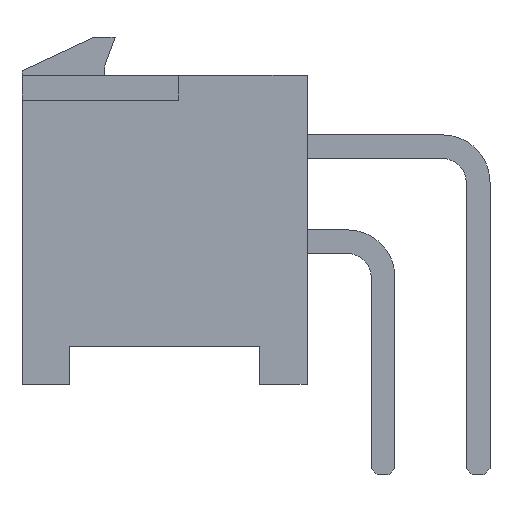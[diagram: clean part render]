
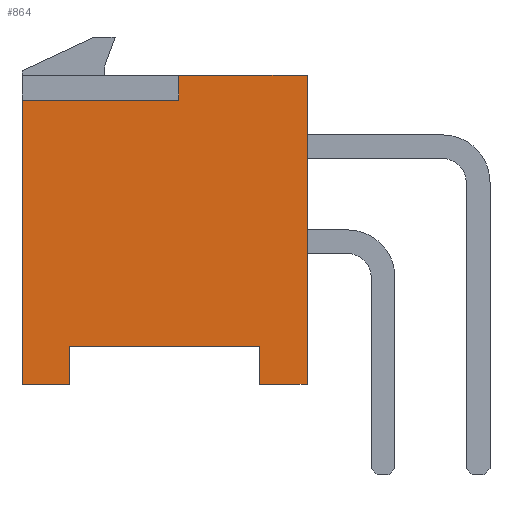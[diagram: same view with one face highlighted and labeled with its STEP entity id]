
A CAD part, left-side view. The second image highlights one B-rep face of the part: STEP entity #864.
In plain terms, the highlighted planar face has unit normal (-1, 0, 0).
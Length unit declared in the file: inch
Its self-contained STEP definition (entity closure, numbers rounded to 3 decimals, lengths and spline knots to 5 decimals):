
#864 = ADVANCED_FACE( '', ( #1874 ), #1875, .F. );
#1874 = FACE_OUTER_BOUND( '', #3036, .T. );
#1875 = PLANE( '', #3037 );
#3036 = EDGE_LOOP( '', ( #5660, #5661, #5662, #5663, #5664, #5665, #5666, #5667, #5668, #5669 ) );
#3037 = AXIS2_PLACEMENT_3D( '', #5670, #5671, #5672 );
#5660 = ORIENTED_EDGE( '', *, *, #8118, .F. );
#5661 = ORIENTED_EDGE( '', *, *, #8428, .T. );
#5662 = ORIENTED_EDGE( '', *, *, #7946, .F. );
#5663 = ORIENTED_EDGE( '', *, *, #7776, .T. );
#5664 = ORIENTED_EDGE( '', *, *, #8429, .F. );
#5665 = ORIENTED_EDGE( '', *, *, #8430, .T. );
#5666 = ORIENTED_EDGE( '', *, *, #8431, .T. );
#5667 = ORIENTED_EDGE( '', *, *, #8216, .T. );
#5668 = ORIENTED_EDGE( '', *, *, #8432, .T. );
#5669 = ORIENTED_EDGE( '', *, *, #8150, .F. );
#5670 = CARTESIAN_POINT( '', ( -0.38, 0.3, -0.1625 ) );
#5671 = DIRECTION( '', ( 1., 0., 0. ) );
#5672 = DIRECTION( '', ( 0., 0., -1. ) );
#7776 = EDGE_CURVE( '', #9634, #9632, #9635, .T. );
#7946 = EDGE_CURVE( '', #9634, #9907, #9908, .T. );
#8118 = EDGE_CURVE( '', #10189, #10184, #10191, .T. );
#8150 = EDGE_CURVE( '', #10184, #10238, #10239, .T. );
#8216 = EDGE_CURVE( '', #10328, #10333, #10335, .T. );
#8428 = EDGE_CURVE( '', #10189, #9907, #10612, .T. );
#8429 = EDGE_CURVE( '', #10613, #9632, #10614, .T. );
#8430 = EDGE_CURVE( '', #10613, #10615, #10616, .T. );
#8431 = EDGE_CURVE( '', #10615, #10328, #10617, .T. );
#8432 = EDGE_CURVE( '', #10333, #10238, #10618, .T. );
#9632 = VERTEX_POINT( '', #12257 );
#9634 = VERTEX_POINT( '', #12260 );
#9635 = LINE( '', #12261, #12262 );
#9907 = VERTEX_POINT( '', #12661 );
#9908 = LINE( '', #12662, #12663 );
#10184 = VERTEX_POINT( '', #13081 );
#10189 = VERTEX_POINT( '', #13088 );
#10191 = LINE( '', #13091, #13092 );
#10238 = VERTEX_POINT( '', #13163 );
#10239 = LINE( '', #13164, #13165 );
#10328 = VERTEX_POINT( '', #13294 );
#10333 = VERTEX_POINT( '', #13301 );
#10335 = LINE( '', #13304, #13305 );
#10612 = LINE( '', #13728, #13729 );
#10613 = VERTEX_POINT( '', #13730 );
#10614 = LINE( '', #13731, #13732 );
#10615 = VERTEX_POINT( '', #13733 );
#10616 = LINE( '', #13734, #13735 );
#10617 = LINE( '', #13736, #13737 );
#10618 = LINE( '', #13738, #13739 );
#12257 = CARTESIAN_POINT( '', ( -0.38, 0.25, -0.1625 ) );
#12260 = CARTESIAN_POINT( '', ( -0.38, 0.3, -0.1625 ) );
#12261 = CARTESIAN_POINT( '', ( -0.38, 0.3, -0.1625 ) );
#12262 = VECTOR( '', #14775, 39.37008 );
#12661 = CARTESIAN_POINT( '', ( -0.38, 0.3, 0.1365 ) );
#12662 = CARTESIAN_POINT( '', ( -0.38, 0.3, -0.1625 ) );
#12663 = VECTOR( '', #14930, 39.37008 );
#13081 = CARTESIAN_POINT( '', ( -0.38, 0.135, 0.1625 ) );
#13088 = CARTESIAN_POINT( '', ( -0.38, 0.135, 0.1365 ) );
#13091 = CARTESIAN_POINT( '', ( -0.38, 0.135, 0.1365 ) );
#13092 = VECTOR( '', #15085, 39.37008 );
#13163 = CARTESIAN_POINT( '', ( -0.38, 0., 0.1625 ) );
#13164 = CARTESIAN_POINT( '', ( -0.38, 0.3, 0.1625 ) );
#13165 = VECTOR( '', #15110, 39.37008 );
#13294 = CARTESIAN_POINT( '', ( -0.38, 0.05, -0.1625 ) );
#13301 = CARTESIAN_POINT( '', ( -0.38, 0., -0.1625 ) );
#13304 = CARTESIAN_POINT( '', ( -0.38, 0.3, -0.1625 ) );
#13305 = VECTOR( '', #15166, 39.37008 );
#13728 = CARTESIAN_POINT( '', ( -0.38, 0.135, 0.1365 ) );
#13729 = VECTOR( '', #15334, 39.37008 );
#13730 = CARTESIAN_POINT( '', ( -0.38, 0.25, -0.1225 ) );
#13731 = CARTESIAN_POINT( '', ( -0.38, 0.25, -0.1225 ) );
#13732 = VECTOR( '', #15335, 39.37008 );
#13733 = CARTESIAN_POINT( '', ( -0.38, 0.05, -0.1225 ) );
#13734 = CARTESIAN_POINT( '', ( -0.38, 0.25, -0.1225 ) );
#13735 = VECTOR( '', #15336, 39.37008 );
#13736 = CARTESIAN_POINT( '', ( -0.38, 0.05, -0.1225 ) );
#13737 = VECTOR( '', #15337, 39.37008 );
#13738 = CARTESIAN_POINT( '', ( -0.38, 0., -0.1625 ) );
#13739 = VECTOR( '', #15338, 39.37008 );
#14775 = DIRECTION( '', ( 0., -1., 0. ) );
#14930 = DIRECTION( '', ( 0., 0., 1. ) );
#15085 = DIRECTION( '', ( 0., 0., 1. ) );
#15110 = DIRECTION( '', ( 0., -1., 0. ) );
#15166 = DIRECTION( '', ( 0., -1., 0. ) );
#15334 = DIRECTION( '', ( 0., 1., 0. ) );
#15335 = DIRECTION( '', ( 0., 0., -1. ) );
#15336 = DIRECTION( '', ( 0., -1., 0. ) );
#15337 = DIRECTION( '', ( 0., 0., -1. ) );
#15338 = DIRECTION( '', ( 0., 0., 1. ) );
